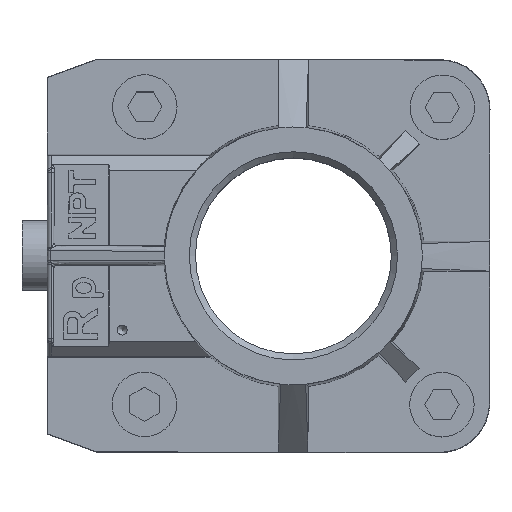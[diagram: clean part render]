
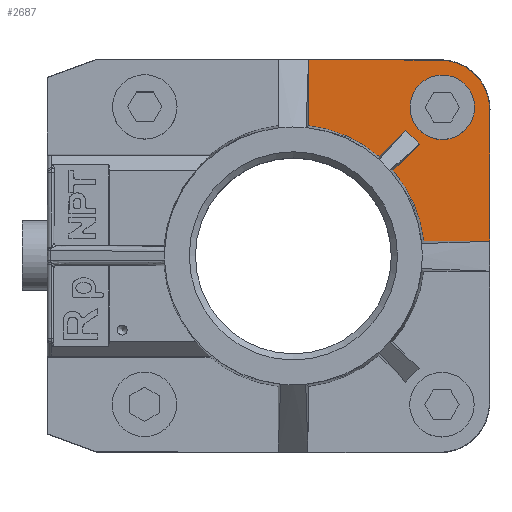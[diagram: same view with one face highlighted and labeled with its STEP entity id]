
A CAD part, top view. The second image highlights one B-rep face of the part: STEP entity #2687.
In plain terms, the highlighted planar face has unit normal (0, 0, 1).
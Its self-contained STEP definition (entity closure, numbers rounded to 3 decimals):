
#1802=PLANE('',#6830);
#1950=ELLIPSE('',#6828,10.003,10.);
#1969=FACE_BOUND('',#3229,.T.);
#1970=FACE_BOUND('',#3230,.T.);
#2178=LINE('',#8433,#2433);
#2179=LINE('',#8441,#2434);
#2180=LINE('',#8445,#2435);
#2181=LINE('',#8452,#2436);
#2182=LINE('',#8456,#2437);
#2183=LINE('',#8463,#2438);
#2433=VECTOR('',#7263,1.);
#2434=VECTOR('',#7264,1.);
#2435=VECTOR('',#7267,1.);
#2436=VECTOR('',#7268,1.);
#2437=VECTOR('',#7271,1.);
#2438=VECTOR('',#7272,1.);
#2687=ADVANCED_FACE('',(#1969,#1970),#1802,.T.);
#3229=EDGE_LOOP('',(#3888));
#3230=EDGE_LOOP('',(#3889,#3890,#3891,#3892,#3893,#3894,#3895,#3896,#3897,
#3898,#3899,#3900));
#3613=B_SPLINE_CURVE_WITH_KNOTS('',3,(#8436,#8437,#8438,#8439),
 .UNSPECIFIED.,.F.,.F.,(4,4),(0.,1.),.UNSPECIFIED.);
#3614=B_SPLINE_CURVE_WITH_KNOTS('',3,(#8447,#8448,#8449,#8450),
 .UNSPECIFIED.,.F.,.F.,(4,4),(0.,1.),.UNSPECIFIED.);
#3615=B_SPLINE_CURVE_WITH_KNOTS('',3,(#8458,#8459,#8460,#8461),
 .UNSPECIFIED.,.F.,.F.,(4,4),(0.,1.),.UNSPECIFIED.);
#3888=ORIENTED_EDGE('',*,*,#5644,.T.);
#3889=ORIENTED_EDGE('',*,*,#5645,.F.);
#3890=ORIENTED_EDGE('',*,*,#5646,.T.);
#3891=ORIENTED_EDGE('',*,*,#5647,.T.);
#3892=ORIENTED_EDGE('',*,*,#5648,.F.);
#3893=ORIENTED_EDGE('',*,*,#5649,.T.);
#3894=ORIENTED_EDGE('',*,*,#5650,.F.);
#3895=ORIENTED_EDGE('',*,*,#5651,.F.);
#3896=ORIENTED_EDGE('',*,*,#5652,.F.);
#3897=ORIENTED_EDGE('',*,*,#5653,.F.);
#3898=ORIENTED_EDGE('',*,*,#5654,.F.);
#3899=ORIENTED_EDGE('',*,*,#5655,.F.);
#3900=ORIENTED_EDGE('',*,*,#5656,.F.);
#5196=VERTEX_POINT('',#8432);
#5197=VERTEX_POINT('',#8434);
#5198=VERTEX_POINT('',#8435);
#5199=VERTEX_POINT('',#8440);
#5200=VERTEX_POINT('',#8442);
#5201=VERTEX_POINT('',#8444);
#5202=VERTEX_POINT('',#8446);
#5203=VERTEX_POINT('',#8451);
#5204=VERTEX_POINT('',#8453);
#5205=VERTEX_POINT('',#8455);
#5206=VERTEX_POINT('',#8457);
#5207=VERTEX_POINT('',#8462);
#5208=VERTEX_POINT('',#8464);
#5644=EDGE_CURVE('',#5196,#5196,#6672,.T.);
#5645=EDGE_CURVE('',#5197,#5198,#2178,.T.);
#5646=EDGE_CURVE('',#5197,#5199,#3613,.T.);
#5647=EDGE_CURVE('',#5199,#5200,#2179,.T.);
#5648=EDGE_CURVE('',#5201,#5200,#6673,.T.);
#5649=EDGE_CURVE('',#5201,#5202,#2180,.T.);
#5650=EDGE_CURVE('',#5203,#5202,#3614,.T.);
#5651=EDGE_CURVE('',#5204,#5203,#2181,.T.);
#5652=EDGE_CURVE('',#5205,#5204,#1950,.T.);
#5653=EDGE_CURVE('',#5206,#5205,#2182,.T.);
#5654=EDGE_CURVE('',#5207,#5206,#3615,.T.);
#5655=EDGE_CURVE('',#5208,#5207,#2183,.T.);
#5656=EDGE_CURVE('',#5198,#5208,#6674,.T.);
#6672=CIRCLE('',#6826,6.3);
#6673=CIRCLE('',#6827,26.471);
#6674=CIRCLE('',#6829,26.471);
#6826=AXIS2_PLACEMENT_3D('',#8431,#7261,#7262);
#6827=AXIS2_PLACEMENT_3D('',#8443,#7265,#7266);
#6828=AXIS2_PLACEMENT_3D('',#8454,#7269,#7270);
#6829=AXIS2_PLACEMENT_3D('',#8465,#7273,#7274);
#6830=AXIS2_PLACEMENT_3D('',#8466,#7275,#7276);
#7261=DIRECTION('',(0.,0.,-1.));
#7262=DIRECTION('',(-1.,0.,0.));
#7263=DIRECTION('',(-0.708,-0.706,0.));
#7264=DIRECTION('',(-0.708,-0.706,0.));
#7265=DIRECTION('',(0.,0.,1.));
#7266=DIRECTION('',(1.,0.,0.));
#7267=DIRECTION('',(1.,-0.001,0.));
#7268=DIRECTION('',(-0.001,-1.,0.));
#7269=DIRECTION('',(0.,0.,-1.));
#7270=DIRECTION('',(0.708,0.706,0.));
#7271=DIRECTION('',(1.,-0.001,0.));
#7272=DIRECTION('',(0.001,1.,0.));
#7273=DIRECTION('',(0.,0.,1.));
#7274=DIRECTION('',(1.,0.,0.));
#7275=DIRECTION('',(0.,0.,1.));
#7276=DIRECTION('',(1.,-0.001,0.));
#8431=CARTESIAN_POINT('',(30.,29.922,-63.097));
#8432=CARTESIAN_POINT('',(23.7,29.922,-63.097));
#8433=CARTESIAN_POINT('',(-1.388,1.375,-63.097));
#8434=CARTESIAN_POINT('',(22.603,25.303,-63.097));
#8435=CARTESIAN_POINT('',(17.259,19.973,-63.097));
#8436=CARTESIAN_POINT('',(22.603,25.303,-63.097));
#8437=CARTESIAN_POINT('',(23.572,24.414,-63.097));
#8438=CARTESIAN_POINT('',(24.501,23.482,-63.097));
#8439=CARTESIAN_POINT('',(25.388,22.512,-63.097));
#8440=CARTESIAN_POINT('',(25.388,22.512,-63.097));
#8441=CARTESIAN_POINT('',(-3.654,-6.454,-63.097));
#8442=CARTESIAN_POINT('',(20.043,17.181,-63.097));
#8443=CARTESIAN_POINT('',(-0.039,-0.065,-63.097));
#8444=CARTESIAN_POINT('',(26.265,2.901,-63.097));
#8445=CARTESIAN_POINT('',(-49.66,3.,-63.097));
#8446=CARTESIAN_POINT('',(39.528,2.884,-63.097));
#8447=CARTESIAN_POINT('',(39.53,3.849,-63.097));
#8448=CARTESIAN_POINT('',(39.529,3.527,-63.097));
#8449=CARTESIAN_POINT('',(39.529,3.205,-63.097));
#8450=CARTESIAN_POINT('',(39.528,2.884,-63.097));
#8451=CARTESIAN_POINT('',(39.53,3.849,-63.097));
#8452=CARTESIAN_POINT('',(39.576,39.509,-63.097));
#8453=CARTESIAN_POINT('',(39.563,29.449,-63.097));
#8454=CARTESIAN_POINT('',(29.562,29.459,-63.097));
#8455=CARTESIAN_POINT('',(29.578,39.461,-63.097));
#8456=CARTESIAN_POINT('',(-49.612,39.564,-63.097));
#8457=CARTESIAN_POINT('',(3.978,39.494,-63.097));
#8458=CARTESIAN_POINT('',(3.012,39.495,-63.097));
#8459=CARTESIAN_POINT('',(3.334,39.495,-63.097));
#8460=CARTESIAN_POINT('',(3.656,39.494,-63.097));
#8461=CARTESIAN_POINT('',(3.978,39.494,-63.097));
#8462=CARTESIAN_POINT('',(3.012,39.495,-63.097));
#8463=CARTESIAN_POINT('',(2.921,-30.086,-63.097));
#8464=CARTESIAN_POINT('',(2.995,26.232,-63.097));
#8465=CARTESIAN_POINT('',(-0.039,-0.065,-63.097));
#8466=CARTESIAN_POINT('',(-49.612,39.625,-63.097));
